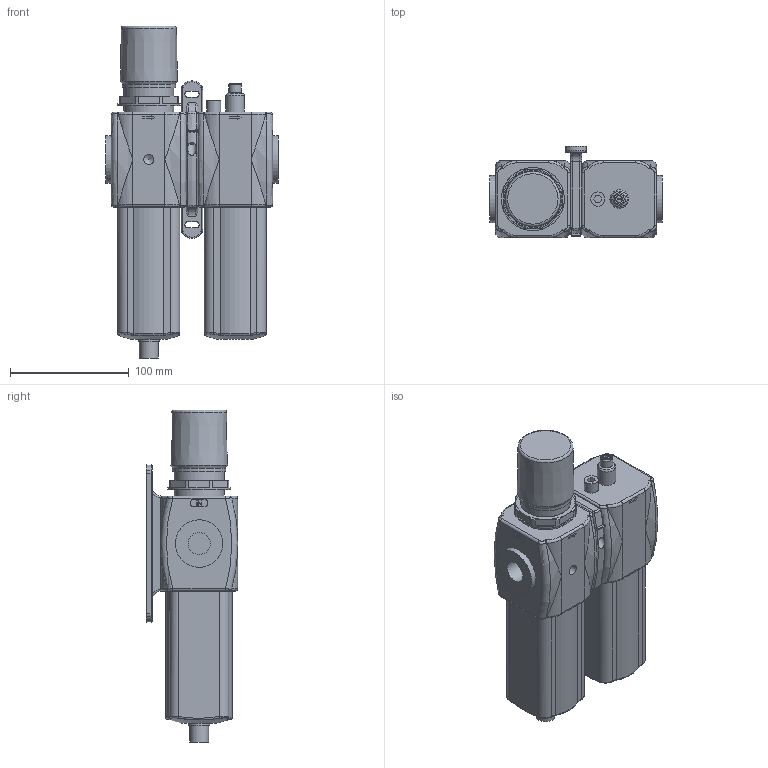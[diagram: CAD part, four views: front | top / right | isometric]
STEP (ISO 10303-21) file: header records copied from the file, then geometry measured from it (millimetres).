
FILE_DESCRIPTION(/* description */ ('Unknown'),/* implementation_level */ '2;1');
FILE_NAME(/* name */ 'GN173BJ@',/* time_stamp */ '2018-10-16T08:57:04-04:00',/* author */ ('Unknown'),/* organization */ ('Unknown'),/* preprocessor_version */ 'ST-DEVELOPER v16.7',/* originating_system */ 'DEX',/* authorisation */ $);
FILE_SCHEMA (('AUTOMOTIVE_DESIGN {1 0 10303 214 3 1 1}'));
Length unit declared in the file: millimetre
Products named in the file (4): GN173BJ@; #173BE##; T173Y; #173BL#
Assembly tree (3 placements, depth 2):
  GN173BJ@
    #173BE##
    T173Y
    #173BL#
Bounding box: 145.7 x 77 x 279.65 mm (x, y, z)
Volume: 1405794.3 mm3; surface area: 135354.1 mm2
Topology: 4 solids, 4 shells, 484 faces, 1171 edges, 744 vertices
Faces by surface type: plane 214, cylinder 133, bspline 78, torus 42, cone 17
Full cylindrical faces by diameter (mm): 4.5 x1, 5.6 x1, 6 x1, 7.3 x1, 8.566 x2, 10.5 x1, 12 x2, 15.5 x1, 16 x1, 18 x1, 18.631 x4, 23.8 x2, 28.8 x2, 40 x5, 42 x2, 43 x1, 45 x1, 53 x1
Entity records: 18950 total; most frequent: CARTESIAN_POINT 5519, ORIENTED_EDGE 2232, DIRECTION 1898, EDGE_CURVE 1116, VERTEX_POINT 734, AXIS2_PLACEMENT_3D 671, FACE_BOUND 584, EDGE_LOOP 582
